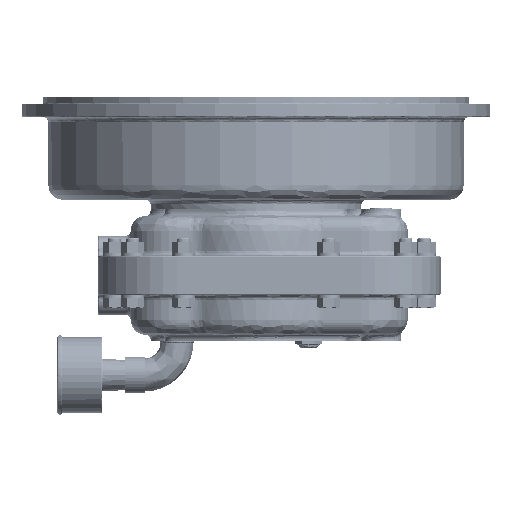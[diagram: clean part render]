
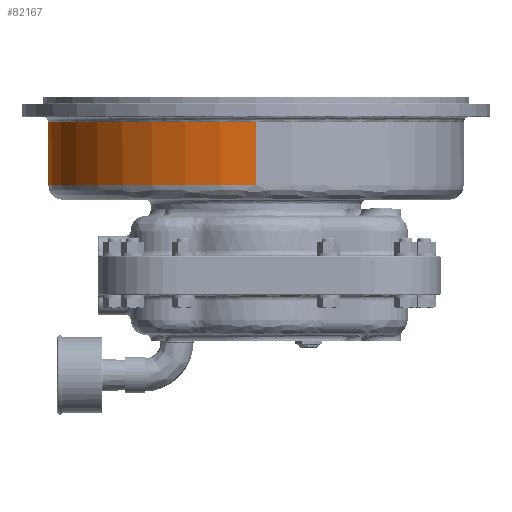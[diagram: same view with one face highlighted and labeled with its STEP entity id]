
A CAD part, left-side view. The second image highlights one B-rep face of the part: STEP entity #82167.
In plain terms, the highlighted cylindrical face has radius 200.025 mm (diameter 400.05 mm), a partial arc.
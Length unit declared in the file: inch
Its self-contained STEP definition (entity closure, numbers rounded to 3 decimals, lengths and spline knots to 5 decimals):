
#1459 = EDGE_CURVE ( 'NONE', #76947, #8337, #9298, .T. ) ;
#4213 = ORIENTED_EDGE ( 'NONE', *, *, #109988, .F. ) ;
#6189 = EDGE_CURVE ( 'NONE', #83382, #140143, #53961, .T. ) ;
#8337 = VERTEX_POINT ( 'NONE', #34392 ) ;
#9298 = LINE ( 'NONE', #70180, #43649 ) ;
#11742 = VECTOR ( 'NONE', #113476, 39.37008 ) ;
#22317 = AXIS2_PLACEMENT_3D ( 'NONE', #44594, #108585, #121503 ) ;
#27957 = CYLINDRICAL_SURFACE ( 'NONE', #22317, 7.875 ) ;
#29560 = EDGE_CURVE ( 'NONE', #83382, #80638, #80239, .T. ) ;
#31155 = DIRECTION ( 'NONE',  ( 0., 0., 1. ) ) ;
#34050 = DIRECTION ( 'NONE',  ( 0., 0., -1. ) ) ;
#34392 = CARTESIAN_POINT ( 'NONE',  ( -7.875, 0., 0.18 ) ) ;
#41256 = DIRECTION ( 'NONE',  ( 0., 0., 1. ) ) ;
#41979 = ORIENTED_EDGE ( 'NONE', *, *, #29560, .T. ) ;
#43649 = VECTOR ( 'NONE', #34050, 39.37008 ) ;
#44594 = CARTESIAN_POINT ( 'NONE',  ( 0., 0., 3.7125 ) ) ;
#47201 = ORIENTED_EDGE ( 'NONE', *, *, #73878, .T. ) ;
#47679 = CIRCLE ( 'NONE', #76852, 7.875 ) ;
#48916 = ORIENTED_EDGE ( 'NONE', *, *, #1459, .F. ) ;
#53961 = CIRCLE ( 'NONE', #103787, 7.875 ) ;
#57800 = CARTESIAN_POINT ( 'NONE',  ( -7.875, 0., 2.57 ) ) ;
#61134 = CARTESIAN_POINT ( 'NONE',  ( 0., 0., 0.18 ) ) ;
#68891 = VERTEX_POINT ( 'NONE', #158392 ) ;
#70180 = CARTESIAN_POINT ( 'NONE',  ( -7.875, 0., 3.7125 ) ) ;
#73878 = EDGE_CURVE ( 'NONE', #80638, #68891, #157579, .T. ) ;
#74059 = DIRECTION ( 'NONE',  ( -1., 0., 0. ) ) ;
#76403 = ORIENTED_EDGE ( 'NONE', *, *, #6189, .F. ) ;
#76852 = AXIS2_PLACEMENT_3D ( 'NONE', #61134, #151032, #74059 ) ;
#76947 = VERTEX_POINT ( 'NONE', #57800 ) ;
#80239 = LINE ( 'NONE', #100571, #11742 ) ;
#80638 = VERTEX_POINT ( 'NONE', #147937 ) ;
#82167 = ADVANCED_FACE ( 'NONE', ( #130427 ), #27957, .T. ) ;
#82968 = AXIS2_PLACEMENT_3D ( 'NONE', #108066, #31155, #120999 ) ;
#83382 = VERTEX_POINT ( 'NONE', #91545 ) ;
#91545 = CARTESIAN_POINT ( 'NONE',  ( 7.875, 0., 2.57 ) ) ;
#100571 = CARTESIAN_POINT ( 'NONE',  ( 7.875, 0., 3.7125 ) ) ;
#103787 = AXIS2_PLACEMENT_3D ( 'NONE', #112284, #112104, #112081 ) ;
#108066 = CARTESIAN_POINT ( 'NONE',  ( 0., 0., 2.57 ) ) ;
#108585 = DIRECTION ( 'NONE',  ( 0., 0., -1. ) ) ;
#109988 = EDGE_CURVE ( 'NONE', #140143, #76947, #152809, .T. ) ;
#111533 = ORIENTED_EDGE ( 'NONE', *, *, #156531, .T. ) ;
#112081 = DIRECTION ( 'NONE',  ( 0.003, 1., 0. ) ) ;
#112104 = DIRECTION ( 'NONE',  ( 0., 0., 1. ) ) ;
#112284 = CARTESIAN_POINT ( 'NONE',  ( 0., 0., 2.57 ) ) ;
#113476 = DIRECTION ( 'NONE',  ( 0., 0., -1. ) ) ;
#118171 = CARTESIAN_POINT ( 'NONE',  ( 0., 0., 0.18 ) ) ;
#120999 = DIRECTION ( 'NONE',  ( 0.003, 1., 0. ) ) ;
#121503 = DIRECTION ( 'NONE',  ( -1., 0., 0. ) ) ;
#130427 = FACE_OUTER_BOUND ( 'NONE', #137310, .T. ) ;
#131093 = DIRECTION ( 'NONE',  ( -1., 0., 0. ) ) ;
#136718 = AXIS2_PLACEMENT_3D ( 'NONE', #118171, #41256, #131093 ) ;
#137310 = EDGE_LOOP ( 'NONE', ( #76403, #41979, #47201, #111533, #48916, #4213 ) ) ;
#140143 = VERTEX_POINT ( 'NONE', #154762 ) ;
#147937 = CARTESIAN_POINT ( 'NONE',  ( 7.875, 0., 0.18 ) ) ;
#151032 = DIRECTION ( 'NONE',  ( 0., 0., 1. ) ) ;
#152809 = CIRCLE ( 'NONE', #82968, 7.875 ) ;
#154762 = CARTESIAN_POINT ( 'NONE',  ( 0.02317, 7.87497, 2.57 ) ) ;
#156531 = EDGE_CURVE ( 'NONE', #68891, #8337, #47679, .T. ) ;
#157579 = CIRCLE ( 'NONE', #136718, 7.875 ) ;
#158392 = CARTESIAN_POINT ( 'NONE',  ( -0.0171, 7.87498, 0.18 ) ) ;
